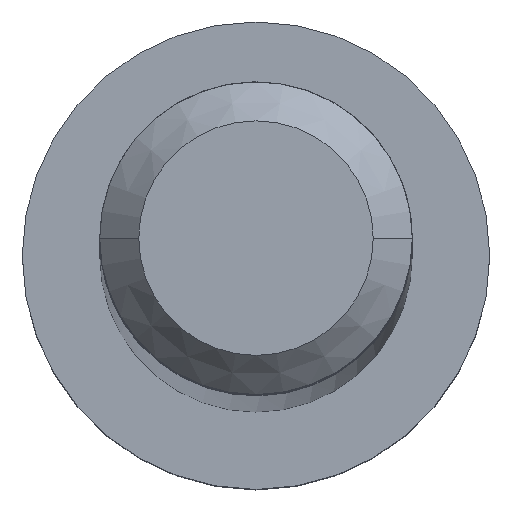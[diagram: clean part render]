
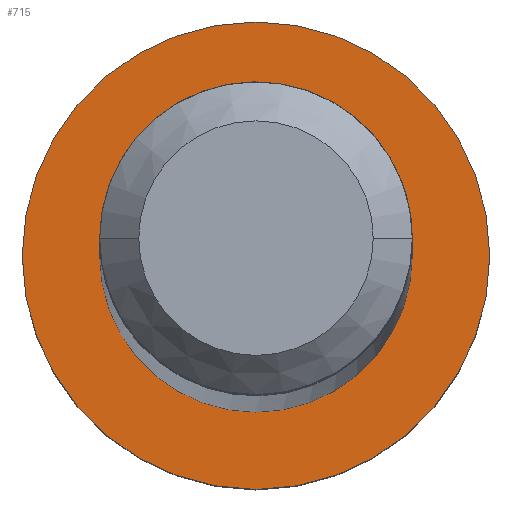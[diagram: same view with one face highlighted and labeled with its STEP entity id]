
A CAD part, top view. The second image highlights one B-rep face of the part: STEP entity #715.
In plain terms, the highlighted planar face has unit normal (0, 0, 1).
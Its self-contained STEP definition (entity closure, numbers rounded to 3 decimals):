
#41 = CARTESIAN_POINT ( 'NONE',  ( 0., 0., 4. ) ) ;
#129 = DIRECTION ( 'NONE',  ( 0., 0., 1. ) ) ;
#142 = CARTESIAN_POINT ( 'NONE',  ( 0., 0., 4. ) ) ;
#245 = EDGE_CURVE ( 'NONE', #2766, #2973, #1438, .T. ) ;
#498 = CARTESIAN_POINT ( 'NONE',  ( 0., 0., 4. ) ) ;
#613 = DIRECTION ( 'NONE',  ( 0., 0., 1. ) ) ;
#618 = AXIS2_PLACEMENT_3D ( 'NONE', #2972, #2028, #2714 ) ;
#662 = AXIS2_PLACEMENT_3D ( 'NONE', #3108, #2607, #1423 ) ;
#670 = CIRCLE ( 'NONE', #618, 2. ) ;
#715 = ADVANCED_FACE ( 'NONE', ( #1405, #903 ), #2873, .T. ) ;
#738 = AXIS2_PLACEMENT_3D ( 'NONE', #142, #129, #2270 ) ;
#903 = FACE_OUTER_BOUND ( 'NONE', #1632, .T. ) ;
#977 = AXIS2_PLACEMENT_3D ( 'NONE', #41, #613, #1841 ) ;
#990 = VERTEX_POINT ( 'NONE', #2726 ) ;
#1040 = AXIS2_PLACEMENT_3D ( 'NONE', #498, #1478, #2160 ) ;
#1047 = EDGE_CURVE ( 'NONE', #990, #2165, #670, .T. ) ;
#1166 = EDGE_LOOP ( 'NONE', ( #1803, #1708 ) ) ;
#1405 = FACE_BOUND ( 'NONE', #1166, .T. ) ;
#1423 = DIRECTION ( 'NONE',  ( 1., 0., 0. ) ) ;
#1438 = CIRCLE ( 'NONE', #977, 2.99 ) ;
#1478 = DIRECTION ( 'NONE',  ( 0., 0., 1. ) ) ;
#1511 = EDGE_CURVE ( 'NONE', #2165, #990, #2420, .T. ) ;
#1555 = CIRCLE ( 'NONE', #738, 2.99 ) ;
#1567 = CARTESIAN_POINT ( 'NONE',  ( -2.99, 0., 4. ) ) ;
#1632 = EDGE_LOOP ( 'NONE', ( #2263, #2417 ) ) ;
#1708 = ORIENTED_EDGE ( 'NONE', *, *, #1047, .F. ) ;
#1803 = ORIENTED_EDGE ( 'NONE', *, *, #1511, .F. ) ;
#1841 = DIRECTION ( 'NONE',  ( 1., 0., 0. ) ) ;
#2028 = DIRECTION ( 'NONE',  ( 0., 0., 1. ) ) ;
#2134 = CARTESIAN_POINT ( 'NONE',  ( -2., 0., 4. ) ) ;
#2160 = DIRECTION ( 'NONE',  ( 1., 0., 0. ) ) ;
#2165 = VERTEX_POINT ( 'NONE', #2134 ) ;
#2263 = ORIENTED_EDGE ( 'NONE', *, *, #2858, .T. ) ;
#2270 = DIRECTION ( 'NONE',  ( 1., 0., 0. ) ) ;
#2417 = ORIENTED_EDGE ( 'NONE', *, *, #245, .T. ) ;
#2420 = CIRCLE ( 'NONE', #1040, 2. ) ;
#2607 = DIRECTION ( 'NONE',  ( 0., 0., 1. ) ) ;
#2714 = DIRECTION ( 'NONE',  ( 1., 0., 0. ) ) ;
#2726 = CARTESIAN_POINT ( 'NONE',  ( 2., 0., 4. ) ) ;
#2766 = VERTEX_POINT ( 'NONE', #2965 ) ;
#2858 = EDGE_CURVE ( 'NONE', #2973, #2766, #1555, .T. ) ;
#2873 = PLANE ( 'NONE',  #662 ) ;
#2965 = CARTESIAN_POINT ( 'NONE',  ( 2.99, 0., 4. ) ) ;
#2972 = CARTESIAN_POINT ( 'NONE',  ( 0., 0., 4. ) ) ;
#2973 = VERTEX_POINT ( 'NONE', #1567 ) ;
#3108 = CARTESIAN_POINT ( 'NONE',  ( 0., 0., 4. ) ) ;
